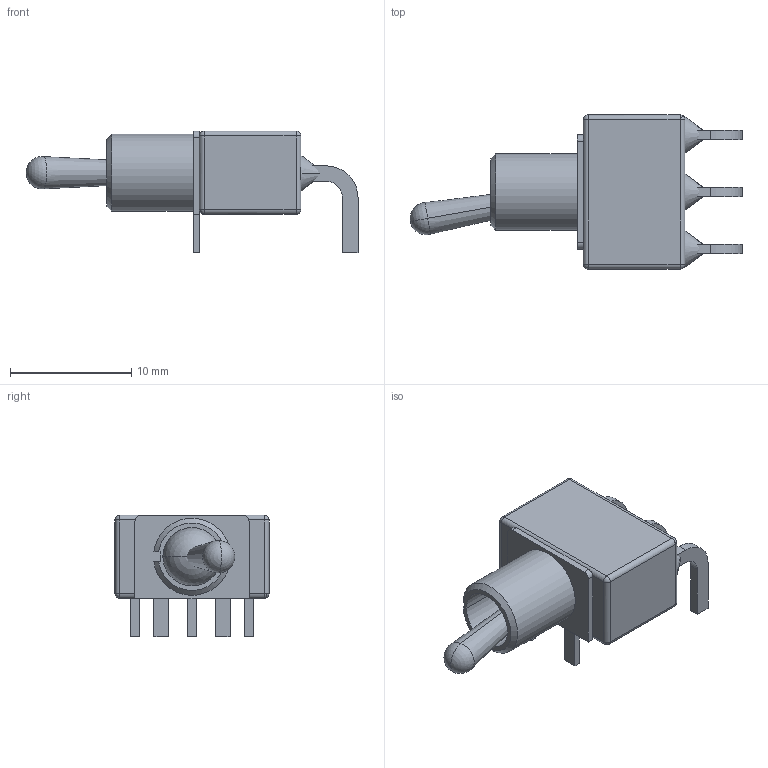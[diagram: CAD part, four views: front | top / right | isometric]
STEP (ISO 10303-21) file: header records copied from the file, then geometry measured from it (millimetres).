
FILE_DESCRIPTION((''),'2;1');
FILE_NAME('SW_TYCO_1-1825136-4.stp','2013-07-11T10:17:59',(''),(''),'Mechanical Desktop 2011','Mechanical Desktop 2011',', , ');
FILE_SCHEMA(('AUTOMOTIVE_DESIGN { 1 2 10303 214 1 1 1 1 }'));
Length unit declared in the file: millimetre
Products named in the file (1): Product
Bounding box: 27.37 x 12.7 x 10.03 mm (x, y, z)
Volume: 973.6 mm3; surface area: 1259.1 mm2
Topology: 13 solids, 13 shells, 104 faces, 231 edges, 139 vertices
Faces by surface type: plane 52, cylinder 23, sphere 14, cone 9, bspline 6
Entity records: 2800 total; most frequent: DIRECTION 486, CARTESIAN_POINT 483, ORIENTED_EDGE 434, EDGE_CURVE 217, AXIS2_PLACEMENT_3D 172, VECTOR 142, LINE 142, VERTEX_POINT 139
